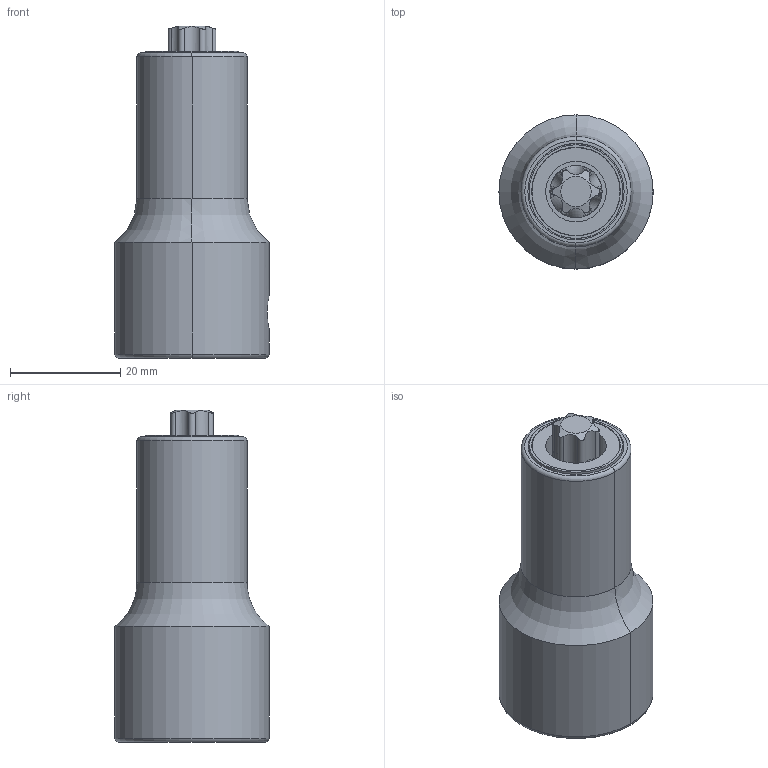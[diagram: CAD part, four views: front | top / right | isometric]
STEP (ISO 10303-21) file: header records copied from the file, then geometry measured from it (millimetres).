
FILE_DESCRIPTION((''),'2;1');
FILE_NAME('4027132651_ASM','2023-08-22T11:21:32',('A00565553'),(''),'CREO PARAMETRIC BY PTC INC, 2022414','CREO PARAMETRIC BY PTC INC, 2022414','');
FILE_SCHEMA(('CONFIG_CONTROL_DESIGN','GEOMETRIC_VALIDATION_PROPERTIES_MIM'));
Length unit declared in the file: millimetre
Products named in the file (6): 4027911315; 4027901683; 4027907744; 4027904099_ASM; 4027037778; 4027132651_ASM
Assembly tree (5 placements, depth 3):
  4027132651_ASM
    4027911315
    4027904099_ASM
      4027901683
      4027907744
    4027037778
Bounding box: 28 x 28 x 60.3 mm (x, y, z)
Volume: 18759.4 mm3; surface area: 15395.6 mm2
Topology: 4 solids, 4 shells, 143 faces, 339 edges, 204 vertices
Faces by surface type: cylinder 53, torus 45, cone 24, plane 21
Entity records: 6205 total; most frequent: CARTESIAN_POINT 1615, DIRECTION 690, ORIENTED_EDGE 678, EDGE_CURVE 339, PRESENTATION_STYLE_ASSIGNMENT 318, STYLED_ITEM 318, AXIS2_PLACEMENT_3D 306, CURVE_STYLE 305
